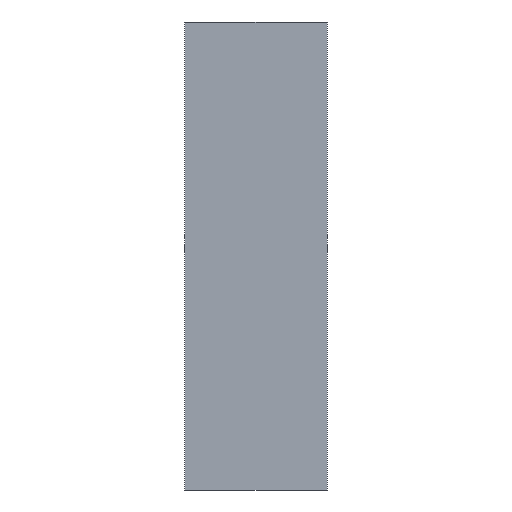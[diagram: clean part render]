
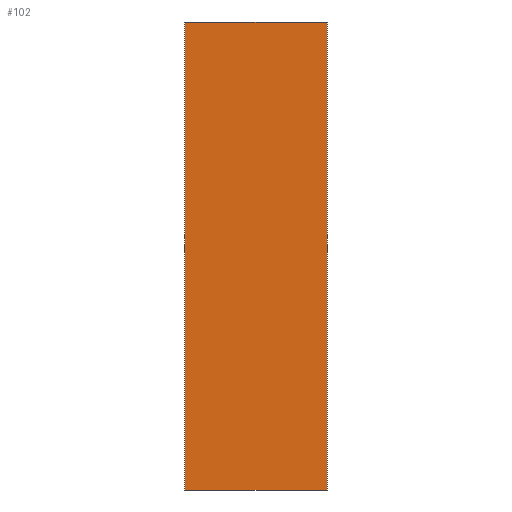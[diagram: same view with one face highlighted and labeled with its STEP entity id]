
A CAD part, front view. The second image highlights one B-rep face of the part: STEP entity #102.
In plain terms, the highlighted planar face has unit normal (0, -1, 0).
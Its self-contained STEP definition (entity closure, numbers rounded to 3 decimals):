
#16=FACE_OUTER_BOUND('',#22,.T.);
#22=EDGE_LOOP('',(#75,#76,#77,#78));
#31=LINE('',#166,#43);
#32=LINE('',#168,#44);
#33=LINE('',#170,#45);
#34=LINE('',#171,#46);
#43=VECTOR('',#137,10.);
#44=VECTOR('',#138,10.);
#45=VECTOR('',#139,10.);
#46=VECTOR('',#140,10.);
#55=VERTEX_POINT('',#164);
#56=VERTEX_POINT('',#165);
#57=VERTEX_POINT('',#167);
#58=VERTEX_POINT('',#169);
#63=EDGE_CURVE('',#55,#56,#31,.T.);
#64=EDGE_CURVE('',#56,#57,#32,.T.);
#65=EDGE_CURVE('',#57,#58,#33,.T.);
#66=EDGE_CURVE('',#58,#55,#34,.T.);
#75=ORIENTED_EDGE('',*,*,#63,.T.);
#76=ORIENTED_EDGE('',*,*,#64,.T.);
#77=ORIENTED_EDGE('',*,*,#65,.T.);
#78=ORIENTED_EDGE('',*,*,#66,.T.);
#96=PLANE('',#122);
#102=ADVANCED_FACE('',(#16),#96,.F.);
#122=AXIS2_PLACEMENT_3D('',#163,#135,#136);
#135=DIRECTION('center_axis',(0.,1.,0.));
#136=DIRECTION('ref_axis',(0.,0.,1.));
#137=DIRECTION('',(-1.,0.,0.));
#138=DIRECTION('',(0.,0.,-1.));
#139=DIRECTION('',(1.,0.,0.));
#140=DIRECTION('',(0.,0.,1.));
#163=CARTESIAN_POINT('Origin',(-2.8,0.,213.2));
#164=CARTESIAN_POINT('',(62.2,0.,426.4));
#165=CARTESIAN_POINT('',(-67.8,0.,426.4));
#166=CARTESIAN_POINT('',(-2.8,0.,426.4));
#167=CARTESIAN_POINT('',(-67.8,0.,0.));
#168=CARTESIAN_POINT('',(-67.8,0.,213.2));
#169=CARTESIAN_POINT('',(62.2,0.,0.));
#170=CARTESIAN_POINT('',(-2.8,0.,0.));
#171=CARTESIAN_POINT('',(62.2,0.,213.2));
